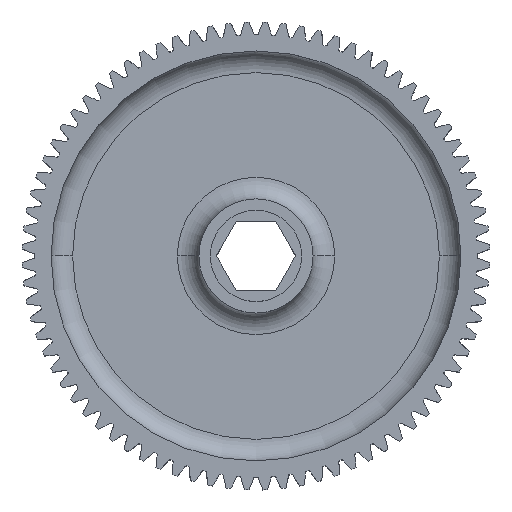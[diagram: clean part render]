
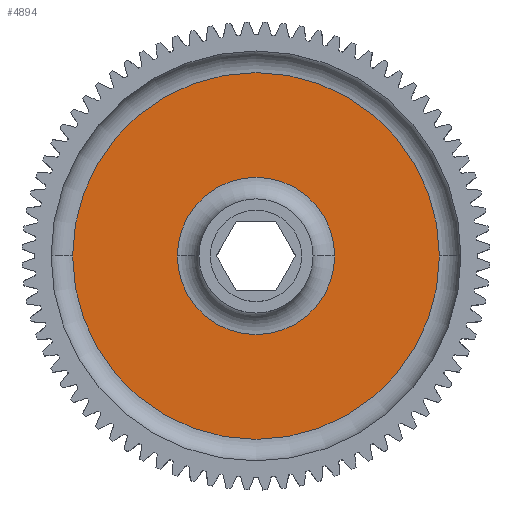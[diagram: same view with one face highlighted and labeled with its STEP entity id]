
A CAD part, top view. The second image highlights one B-rep face of the part: STEP entity #4894.
In plain terms, the highlighted planar face has unit normal (0, 0, 1).
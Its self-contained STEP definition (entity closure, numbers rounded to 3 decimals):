
#681 = AXIS2_PLACEMENT_3D ( 'NONE', #17015, #25102, #10702 ) ;
#4894 = ADVANCED_FACE ( 'NONE', ( #15776, #17394 ), #15603, .T. ) ;
#5424 = ORIENTED_EDGE ( 'NONE', *, *, #12551, .T. ) ;
#6376 = AXIS2_PLACEMENT_3D ( 'NONE', #21945, #13311, #11579 ) ;
#7036 = DIRECTION ( 'NONE',  ( 1., 0., 0. ) ) ;
#7300 = CARTESIAN_POINT ( 'NONE',  ( 0., 0., 1.256 ) ) ;
#7507 = ORIENTED_EDGE ( 'NONE', *, *, #20757, .T. ) ;
#9194 = AXIS2_PLACEMENT_3D ( 'NONE', #15229, #19407, #7036 ) ;
#9392 = DIRECTION ( 'NONE',  ( 1., 0., 0. ) ) ;
#10702 = DIRECTION ( 'NONE',  ( 1., 0., 0. ) ) ;
#10872 = VERTEX_POINT ( 'NONE', #17557 ) ;
#11579 = DIRECTION ( 'NONE',  ( 1., 0., 0. ) ) ;
#12551 = EDGE_CURVE ( 'NONE', #17376, #10872, #25062, .T. ) ;
#12717 = EDGE_LOOP ( 'NONE', ( #14761, #21802 ) ) ;
#13311 = DIRECTION ( 'NONE',  ( 0., 0., 1. ) ) ;
#14761 = ORIENTED_EDGE ( 'NONE', *, *, #23929, .T. ) ;
#15229 = CARTESIAN_POINT ( 'NONE',  ( 0., 0., 1.256 ) ) ;
#15308 = AXIS2_PLACEMENT_3D ( 'NONE', #18055, #24224, #23863 ) ;
#15564 = CIRCLE ( 'NONE', #681, 10.938 ) ;
#15603 = PLANE ( 'NONE',  #6376 ) ;
#15721 = EDGE_CURVE ( 'NONE', #18727, #26857, #23080, .T. ) ;
#15776 = FACE_OUTER_BOUND ( 'NONE', #23246, .T. ) ;
#17015 = CARTESIAN_POINT ( 'NONE',  ( 0., 0., 1.256 ) ) ;
#17376 = VERTEX_POINT ( 'NONE', #20118 ) ;
#17394 = FACE_BOUND ( 'NONE', #12717, .T. ) ;
#17557 = CARTESIAN_POINT ( 'NONE',  ( 25.5, 0., 1.256 ) ) ;
#18055 = CARTESIAN_POINT ( 'NONE',  ( 0., 0., 1.256 ) ) ;
#18727 = VERTEX_POINT ( 'NONE', #23081 ) ;
#19363 = CARTESIAN_POINT ( 'NONE',  ( 10.938, 0., 1.256 ) ) ;
#19407 = DIRECTION ( 'NONE',  ( 0., 0., -1. ) ) ;
#20118 = CARTESIAN_POINT ( 'NONE',  ( -25.5, 0., 1.256 ) ) ;
#20584 = AXIS2_PLACEMENT_3D ( 'NONE', #7300, #24037, #9392 ) ;
#20757 = EDGE_CURVE ( 'NONE', #10872, #17376, #24689, .T. ) ;
#21802 = ORIENTED_EDGE ( 'NONE', *, *, #15721, .T. ) ;
#21945 = CARTESIAN_POINT ( 'NONE',  ( 0., 0., 1.256 ) ) ;
#23080 = CIRCLE ( 'NONE', #9194, 10.938 ) ;
#23081 = CARTESIAN_POINT ( 'NONE',  ( -10.938, 0., 1.256 ) ) ;
#23246 = EDGE_LOOP ( 'NONE', ( #7507, #5424 ) ) ;
#23863 = DIRECTION ( 'NONE',  ( 1., 0., 0. ) ) ;
#23929 = EDGE_CURVE ( 'NONE', #26857, #18727, #15564, .T. ) ;
#24037 = DIRECTION ( 'NONE',  ( 0., 0., 1. ) ) ;
#24224 = DIRECTION ( 'NONE',  ( 0., 0., 1. ) ) ;
#24689 = CIRCLE ( 'NONE', #20584, 25.5 ) ;
#25062 = CIRCLE ( 'NONE', #15308, 25.5 ) ;
#25102 = DIRECTION ( 'NONE',  ( 0., 0., -1. ) ) ;
#26857 = VERTEX_POINT ( 'NONE', #19363 ) ;
